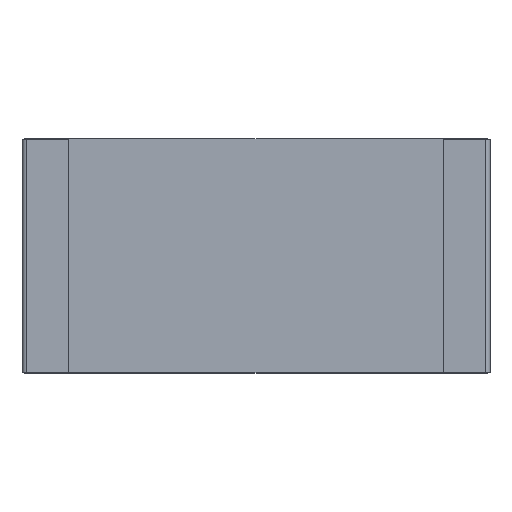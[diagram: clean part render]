
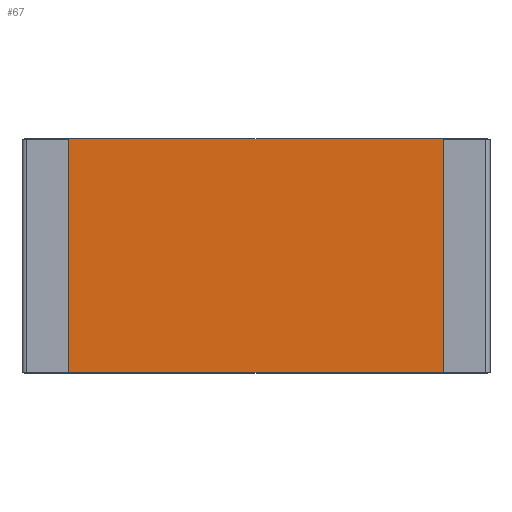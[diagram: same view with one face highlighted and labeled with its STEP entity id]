
A CAD part, top view. The second image highlights one B-rep face of the part: STEP entity #67.
In plain terms, the highlighted planar face has unit normal (0, 0, 1).
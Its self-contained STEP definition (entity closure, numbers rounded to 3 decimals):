
#67=ADVANCED_FACE('',(#137),#138,.T.);
#137=FACE_OUTER_BOUND('',#232,.T.);
#138=PLANE('',#233);
#232=EDGE_LOOP('',(#491,#492,#493,#494,#495,#496,#497,#498,#499,#500,#501,#502));
#233=AXIS2_PLACEMENT_3D('',#503,#504,#505);
#491=ORIENTED_EDGE('',*,*,#776,.T.);
#492=ORIENTED_EDGE('',*,*,#771,.T.);
#493=ORIENTED_EDGE('',*,*,#750,.F.);
#494=ORIENTED_EDGE('',*,*,#791,.T.);
#495=ORIENTED_EDGE('',*,*,#717,.F.);
#496=ORIENTED_EDGE('',*,*,#790,.T.);
#497=ORIENTED_EDGE('',*,*,#788,.T.);
#498=ORIENTED_EDGE('',*,*,#784,.T.);
#499=ORIENTED_EDGE('',*,*,#735,.T.);
#500=ORIENTED_EDGE('',*,*,#792,.F.);
#501=ORIENTED_EDGE('',*,*,#754,.F.);
#502=ORIENTED_EDGE('',*,*,#778,.T.);
#503=CARTESIAN_POINT('',(0.0,0.0,0.245));
#504=DIRECTION('',(0.0,0.0,1.0));
#505=DIRECTION('',(1.0,0.0,0.0));
#717=EDGE_CURVE('',#875,#877,#878,.T.);
#735=EDGE_CURVE('',#911,#909,#912,.T.);
#750=EDGE_CURVE('',#936,#938,#939,.T.);
#754=EDGE_CURVE('',#944,#946,#947,.T.);
#771=EDGE_CURVE('',#975,#938,#976,.T.);
#776=EDGE_CURVE('',#983,#975,#984,.T.);
#778=EDGE_CURVE('',#944,#983,#986,.T.);
#784=EDGE_CURVE('',#994,#911,#995,.T.);
#788=EDGE_CURVE('',#999,#994,#1000,.T.);
#790=EDGE_CURVE('',#875,#999,#1002,.T.);
#791=EDGE_CURVE('',#936,#877,#1003,.T.);
#792=EDGE_CURVE('',#946,#909,#1004,.T.);
#875=VERTEX_POINT('',#1122);
#877=VERTEX_POINT('',#1124);
#878=LINE('',#1125,#1126);
#909=VERTEX_POINT('',#1167);
#911=VERTEX_POINT('',#1170);
#912=LINE('',#1171,#1172);
#936=VERTEX_POINT('',#1205);
#938=VERTEX_POINT('',#1208);
#939=LINE('',#1209,#1210);
#944=VERTEX_POINT('',#1216);
#946=VERTEX_POINT('',#1218);
#947=LINE('',#1219,#1220);
#975=VERTEX_POINT('',#1261);
#976=LINE('',#1262,#1263);
#983=VERTEX_POINT('',#1271);
#984=LINE('',#1272,#1273);
#986=LINE('',#1275,#1276);
#994=VERTEX_POINT('',#1289);
#995=LINE('',#1290,#1291);
#999=VERTEX_POINT('',#1295);
#1000=LINE('',#1296,#1297);
#1002=LINE('',#1299,#1300);
#1003=LINE('',#1301,#1302);
#1004=LINE('',#1303,#1304);
#1122=CARTESIAN_POINT('',(2.44,1.245,0.245));
#1124=CARTESIAN_POINT('',(2.0,1.245,0.245));
#1125=CARTESIAN_POINT('',(2.44,1.245,0.245));
#1126=VECTOR('',#1399,0.44);
#1167=CARTESIAN_POINT('',(-2.0,1.245,0.245));
#1170=CARTESIAN_POINT('',(-2.44,1.245,0.245));
#1171=CARTESIAN_POINT('',(-2.44,1.245,0.245));
#1172=VECTOR('',#1429,0.44);
#1205=CARTESIAN_POINT('',(2.0,-1.245,0.245));
#1208=CARTESIAN_POINT('',(2.44,-1.245,0.245));
#1209=CARTESIAN_POINT('',(2.0,-1.245,0.245));
#1210=VECTOR('',#1452,0.44);
#1216=CARTESIAN_POINT('',(-2.44,-1.245,0.245));
#1218=CARTESIAN_POINT('',(-2.0,-1.245,0.245));
#1219=CARTESIAN_POINT('',(-2.44,-1.245,0.245));
#1220=VECTOR('',#1460,0.44);
#1261=CARTESIAN_POINT('',(2.44,-1.25,0.245));
#1262=CARTESIAN_POINT('',(2.44,-1.25,0.245));
#1263=VECTOR('',#1483,0.005);
#1271=CARTESIAN_POINT('',(-2.44,-1.25,0.245));
#1272=CARTESIAN_POINT('',(-2.44,-1.25,0.245));
#1273=VECTOR('',#1494,4.88);
#1275=CARTESIAN_POINT('',(-2.44,-1.245,0.245));
#1276=VECTOR('',#1498,0.005);
#1289=CARTESIAN_POINT('',(-2.44,1.25,0.245));
#1290=CARTESIAN_POINT('',(-2.44,1.25,0.245));
#1291=VECTOR('',#1504,0.005);
#1295=CARTESIAN_POINT('',(2.44,1.25,0.245));
#1296=CARTESIAN_POINT('',(2.44,1.25,0.245));
#1297=VECTOR('',#1514,4.88);
#1299=CARTESIAN_POINT('',(2.44,1.245,0.245));
#1300=VECTOR('',#1518,0.005);
#1301=CARTESIAN_POINT('',(2.0,-1.245,0.245));
#1302=VECTOR('',#1519,2.49);
#1303=CARTESIAN_POINT('',(-2.0,-1.245,0.245));
#1304=VECTOR('',#1520,2.49);
#1399=DIRECTION('',(-1.0,0.0,0.0));
#1429=DIRECTION('',(1.0,0.0,0.0));
#1452=DIRECTION('',(1.0,0.0,0.0));
#1460=DIRECTION('',(1.0,0.0,0.0));
#1483=DIRECTION('',(0.,1.0,0.0));
#1494=DIRECTION('',(1.0,0.0,0.0));
#1498=DIRECTION('',(0.0,-1.0,0.0));
#1504=DIRECTION('',(0.,-1.0,0.0));
#1514=DIRECTION('',(-1.0,0.0,0.0));
#1518=DIRECTION('',(0.0,1.0,0.0));
#1519=DIRECTION('',(0.0,1.0,0.0));
#1520=DIRECTION('',(0.0,1.0,0.0));
